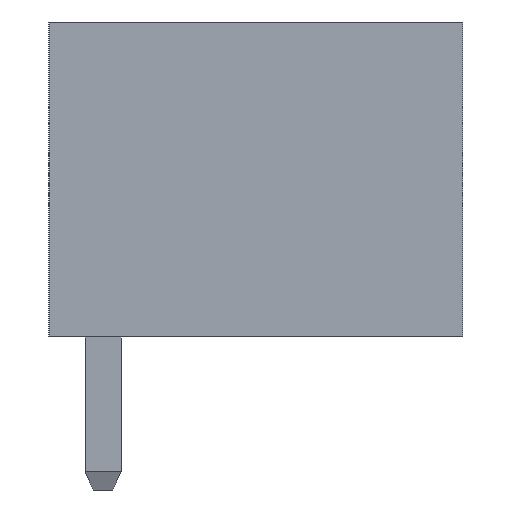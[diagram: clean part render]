
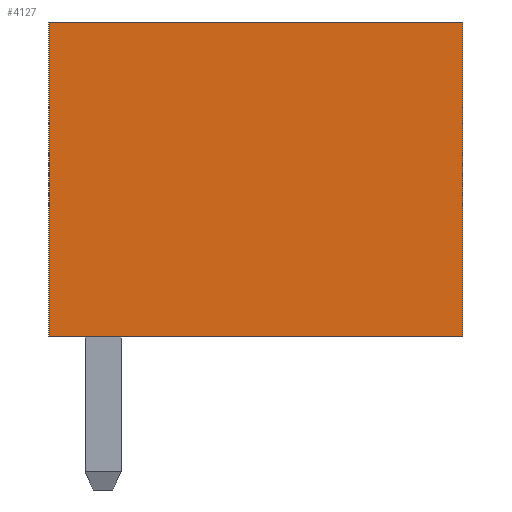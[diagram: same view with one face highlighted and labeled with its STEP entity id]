
A CAD part, left-side view. The second image highlights one B-rep face of the part: STEP entity #4127.
In plain terms, the highlighted planar face has unit normal (-1, 0, 0).
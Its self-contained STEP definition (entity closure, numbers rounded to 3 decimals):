
#32 = VERTEX_POINT ( 'NONE', #2496 ) ;
#93 = AXIS2_PLACEMENT_3D ( 'NONE', #2065, #4831, #3421 ) ;
#211 = EDGE_LOOP ( 'NONE', ( #1966, #354, #3246, #6227 ) ) ;
#216 = EDGE_CURVE ( 'NONE', #1461, #1347, #2502, .T. ) ;
#354 = ORIENTED_EDGE ( 'NONE', *, *, #6296, .F. ) ;
#1338 = DIRECTION ( 'NONE',  ( 0., -1., 0. ) ) ;
#1347 = VERTEX_POINT ( 'NONE', #1751 ) ;
#1461 = VERTEX_POINT ( 'NONE', #4429 ) ;
#1751 = CARTESIAN_POINT ( 'NONE',  ( -15.24, 9.2, 0. ) ) ;
#1966 = ORIENTED_EDGE ( 'NONE', *, *, #4371, .T. ) ;
#2065 = CARTESIAN_POINT ( 'NONE',  ( -15.24, 9.2, 7. ) ) ;
#2438 = VECTOR ( 'NONE', #4241, 1000. ) ;
#2496 = CARTESIAN_POINT ( 'NONE',  ( -15.24, 0., 0. ) ) ;
#2502 = LINE ( 'NONE', #4897, #6137 ) ;
#2597 = DIRECTION ( 'NONE',  ( 0., 0., -1. ) ) ;
#3194 = VERTEX_POINT ( 'NONE', #3377 ) ;
#3226 = VECTOR ( 'NONE', #6236, 1000. ) ;
#3246 = ORIENTED_EDGE ( 'NONE', *, *, #3272, .F. ) ;
#3272 = EDGE_CURVE ( 'NONE', #1461, #3194, #4730, .T. ) ;
#3372 = LINE ( 'NONE', #3807, #2438 ) ;
#3377 = CARTESIAN_POINT ( 'NONE',  ( -15.24, 0., 7. ) ) ;
#3421 = DIRECTION ( 'NONE',  ( 0., 1., 0. ) ) ;
#3807 = CARTESIAN_POINT ( 'NONE',  ( -15.24, 0., 7. ) ) ;
#4127 = ADVANCED_FACE ( 'NONE', ( #4366 ), #4392, .F. ) ;
#4241 = DIRECTION ( 'NONE',  ( 0., 0., -1. ) ) ;
#4287 = CARTESIAN_POINT ( 'NONE',  ( -15.24, 9.2, 0. ) ) ;
#4366 = FACE_OUTER_BOUND ( 'NONE', #211, .T. ) ;
#4371 = EDGE_CURVE ( 'NONE', #1347, #32, #4794, .T. ) ;
#4392 = PLANE ( 'NONE',  #93 ) ;
#4429 = CARTESIAN_POINT ( 'NONE',  ( -15.24, 9.2, 7. ) ) ;
#4548 = VECTOR ( 'NONE', #1338, 1000. ) ;
#4560 = CARTESIAN_POINT ( 'NONE',  ( -15.24, 9.2, 7. ) ) ;
#4730 = LINE ( 'NONE', #4560, #4548 ) ;
#4794 = LINE ( 'NONE', #4287, #3226 ) ;
#4831 = DIRECTION ( 'NONE',  ( 1., 0., 0. ) ) ;
#4897 = CARTESIAN_POINT ( 'NONE',  ( -15.24, 9.2, 7. ) ) ;
#6137 = VECTOR ( 'NONE', #2597, 1000. ) ;
#6227 = ORIENTED_EDGE ( 'NONE', *, *, #216, .T. ) ;
#6236 = DIRECTION ( 'NONE',  ( 0., -1., 0. ) ) ;
#6296 = EDGE_CURVE ( 'NONE', #3194, #32, #3372, .T. ) ;
